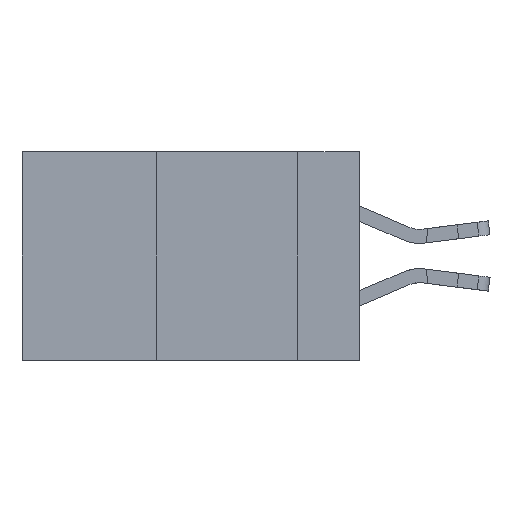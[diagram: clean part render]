
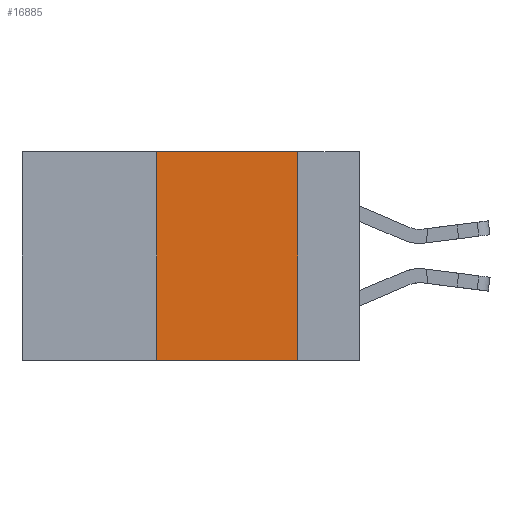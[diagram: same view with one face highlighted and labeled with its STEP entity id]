
A CAD part, left-side view. The second image highlights one B-rep face of the part: STEP entity #16885.
In plain terms, the highlighted planar face has unit normal (-1, 0, 0).
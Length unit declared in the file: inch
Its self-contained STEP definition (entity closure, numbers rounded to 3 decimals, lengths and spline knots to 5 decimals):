
#38 = CARTESIAN_POINT ( 'NONE',  ( 0., 0.11, 0. ) ) ;
#356 = ORIENTED_EDGE ( 'NONE', *, *, #5115, .F. ) ;
#962 = CARTESIAN_POINT ( 'NONE',  ( 0., 0.36, 0. ) ) ;
#1556 = ORIENTED_EDGE ( 'NONE', *, *, #11384, .F. ) ;
#1709 = EDGE_LOOP ( 'NONE', ( #356, #1556, #11224, #18345 ) ) ;
#1945 = DIRECTION ( 'NONE',  ( 0., 0., -1. ) ) ;
#2128 = PLANE ( 'NONE',  #8566 ) ;
#3970 = DIRECTION ( 'NONE',  ( 1., 0., 0. ) ) ;
#4896 = EDGE_CURVE ( 'NONE', #9696, #7463, #16217, .T. ) ;
#5087 = DIRECTION ( 'NONE',  ( 0., -1., 0. ) ) ;
#5115 = EDGE_CURVE ( 'NONE', #22350, #10149, #8747, .T. ) ;
#5705 = CARTESIAN_POINT ( 'NONE',  ( 0., 0.6, 0. ) ) ;
#6412 = DIRECTION ( 'NONE',  ( 0., 0., 1. ) ) ;
#7463 = VERTEX_POINT ( 'NONE', #12327 ) ;
#8566 = AXIS2_PLACEMENT_3D ( 'NONE', #5705, #3970, #16699 ) ;
#8747 = LINE ( 'NONE', #38, #22573 ) ;
#9696 = VERTEX_POINT ( 'NONE', #23432 ) ;
#10149 = VERTEX_POINT ( 'NONE', #19688 ) ;
#11224 = ORIENTED_EDGE ( 'NONE', *, *, #4896, .F. ) ;
#11384 = EDGE_CURVE ( 'NONE', #7463, #22350, #12330, .T. ) ;
#11755 = VECTOR ( 'NONE', #21232, 39.37008 ) ;
#12327 = CARTESIAN_POINT ( 'NONE',  ( 0., 0.36, 0. ) ) ;
#12330 = LINE ( 'NONE', #19484, #11755 ) ;
#13839 = FACE_OUTER_BOUND ( 'NONE', #1709, .T. ) ;
#14894 = LINE ( 'NONE', #15965, #19691 ) ;
#15965 = CARTESIAN_POINT ( 'NONE',  ( 0., 0.6, -0.37 ) ) ;
#16217 = LINE ( 'NONE', #962, #20388 ) ;
#16699 = DIRECTION ( 'NONE',  ( 0., 0., -1. ) ) ;
#16885 = ADVANCED_FACE ( 'NONE', ( #13839 ), #2128, .F. ) ;
#18345 = ORIENTED_EDGE ( 'NONE', *, *, #22429, .T. ) ;
#19356 = CARTESIAN_POINT ( 'NONE',  ( 0., 0.11, 0. ) ) ;
#19484 = CARTESIAN_POINT ( 'NONE',  ( 0., 0.6, 0. ) ) ;
#19688 = CARTESIAN_POINT ( 'NONE',  ( 0., 0.11, -0.37 ) ) ;
#19691 = VECTOR ( 'NONE', #5087, 39.37008 ) ;
#20388 = VECTOR ( 'NONE', #6412, 39.37008 ) ;
#21232 = DIRECTION ( 'NONE',  ( 0., -1., 0. ) ) ;
#22350 = VERTEX_POINT ( 'NONE', #19356 ) ;
#22429 = EDGE_CURVE ( 'NONE', #9696, #10149, #14894, .T. ) ;
#22573 = VECTOR ( 'NONE', #1945, 39.37008 ) ;
#23432 = CARTESIAN_POINT ( 'NONE',  ( 0., 0.36, -0.37 ) ) ;
